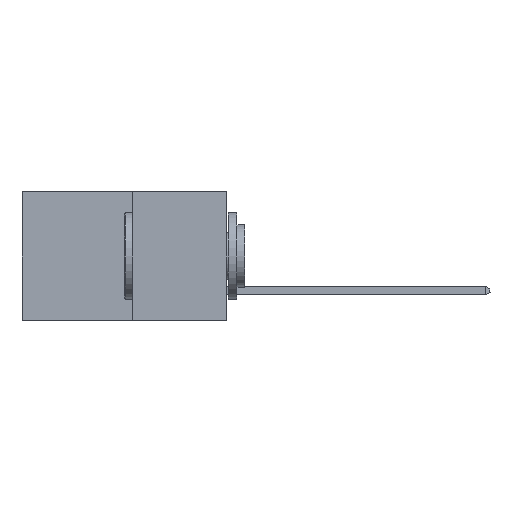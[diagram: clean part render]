
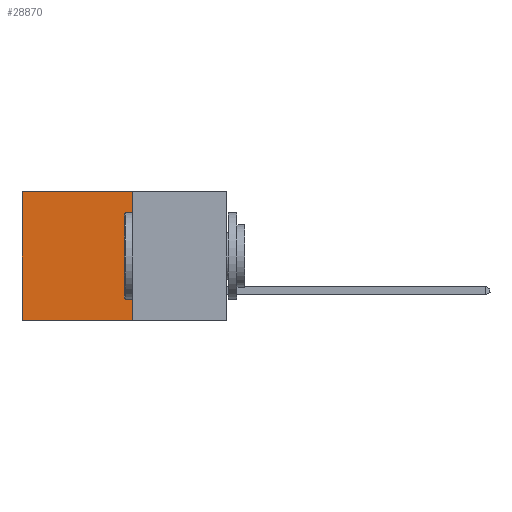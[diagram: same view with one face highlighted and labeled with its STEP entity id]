
A CAD part, left-side view. The second image highlights one B-rep face of the part: STEP entity #28870.
In plain terms, the highlighted planar face has unit normal (-1, 0, 0).
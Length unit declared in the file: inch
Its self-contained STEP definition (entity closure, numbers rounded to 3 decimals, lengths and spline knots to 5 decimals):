
#2006 = CARTESIAN_POINT ( 'NONE',  ( 0.277, 0.27, -0.37 ) ) ;
#2989 = LINE ( 'NONE', #11291, #29270 ) ;
#4174 = VECTOR ( 'NONE', #23620, 39.37008 ) ;
#4564 = DIRECTION ( 'NONE',  ( 1., 0., 0. ) ) ;
#5463 = EDGE_CURVE ( 'NONE', #15131, #12517, #2989, .T. ) ;
#7019 = VERTEX_POINT ( 'NONE', #30523 ) ;
#8382 = CARTESIAN_POINT ( 'NONE',  ( 0.277, 0.27, -0.37 ) ) ;
#11291 = CARTESIAN_POINT ( 'NONE',  ( 0.277, 0.27, -0.37 ) ) ;
#11611 = EDGE_CURVE ( 'NONE', #12517, #14599, #18466, .T. ) ;
#12124 = PLANE ( 'NONE',  #26331 ) ;
#12517 = VERTEX_POINT ( 'NONE', #16983 ) ;
#12558 = ORIENTED_EDGE ( 'NONE', *, *, #5463, .F. ) ;
#13394 = DIRECTION ( 'NONE',  ( 0., 0., -1. ) ) ;
#14599 = VERTEX_POINT ( 'NONE', #29674 ) ;
#14848 = DIRECTION ( 'NONE',  ( 0., 1., 0. ) ) ;
#15131 = VERTEX_POINT ( 'NONE', #24137 ) ;
#15135 = LINE ( 'NONE', #16634, #19488 ) ;
#16634 = CARTESIAN_POINT ( 'NONE',  ( 0.277, 0.59, -0.37 ) ) ;
#16983 = CARTESIAN_POINT ( 'NONE',  ( 0.277, 0.27, -0.37 ) ) ;
#18466 = LINE ( 'NONE', #8382, #4174 ) ;
#19488 = VECTOR ( 'NONE', #21754, 39.37008 ) ;
#20252 = FACE_OUTER_BOUND ( 'NONE', #22506, .T. ) ;
#21754 = DIRECTION ( 'NONE',  ( 0., 0., -1. ) ) ;
#22311 = DIRECTION ( 'NONE',  ( 0., 0., -1. ) ) ;
#22506 = EDGE_LOOP ( 'NONE', ( #29151, #32665, #12558, #24115 ) ) ;
#23620 = DIRECTION ( 'NONE',  ( 0., 1., 0. ) ) ;
#24115 = ORIENTED_EDGE ( 'NONE', *, *, #28017, .T. ) ;
#24137 = CARTESIAN_POINT ( 'NONE',  ( 0.277, 0.27, 0. ) ) ;
#25328 = VECTOR ( 'NONE', #14848, 39.37008 ) ;
#25843 = EDGE_CURVE ( 'NONE', #7019, #14599, #15135, .T. ) ;
#26331 = AXIS2_PLACEMENT_3D ( 'NONE', #2006, #4564, #22311 ) ;
#28017 = EDGE_CURVE ( 'NONE', #15131, #7019, #32925, .T. ) ;
#28870 = ADVANCED_FACE ( 'NONE', ( #20252 ), #12124, .F. ) ;
#29151 = ORIENTED_EDGE ( 'NONE', *, *, #25843, .T. ) ;
#29270 = VECTOR ( 'NONE', #13394, 39.37008 ) ;
#29674 = CARTESIAN_POINT ( 'NONE',  ( 0.277, 0.59, -0.37 ) ) ;
#30142 = CARTESIAN_POINT ( 'NONE',  ( 0.277, 0.27, 0. ) ) ;
#30523 = CARTESIAN_POINT ( 'NONE',  ( 0.277, 0.59, 0. ) ) ;
#32665 = ORIENTED_EDGE ( 'NONE', *, *, #11611, .F. ) ;
#32925 = LINE ( 'NONE', #30142, #25328 ) ;
